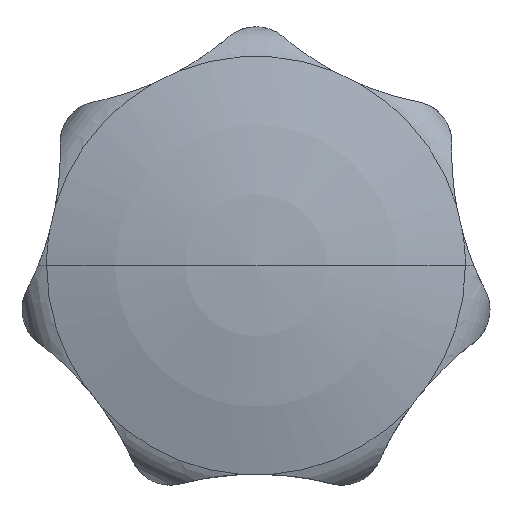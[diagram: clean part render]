
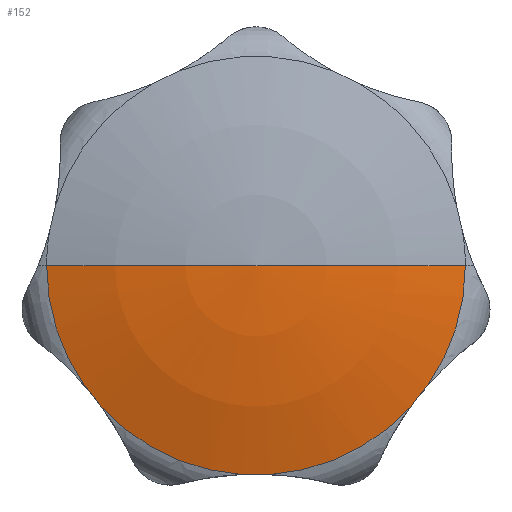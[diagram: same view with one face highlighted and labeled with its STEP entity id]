
A CAD part, top view. The second image highlights one B-rep face of the part: STEP entity #152.
In plain terms, the highlighted spherical face has radius 60 mm.
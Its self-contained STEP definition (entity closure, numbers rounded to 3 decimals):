
#152=ADVANCED_FACE('',(#302),#303,.T.);
#302=FACE_OUTER_BOUND('',#448,.T.);
#303=SPHERICAL_SURFACE('',#449,60.);
#448=EDGE_LOOP('',(#860,#861,#862,#863,#864,#865,#866,#867,#868));
#449=AXIS2_PLACEMENT_3D('',#869,#870,#871);
#860=ORIENTED_EDGE('',*,*,#904,.F.);
#861=ORIENTED_EDGE('',*,*,#902,.T.);
#862=ORIENTED_EDGE('',*,*,#998,.T.);
#863=ORIENTED_EDGE('',*,*,#1062,.T.);
#864=ORIENTED_EDGE('',*,*,#1007,.T.);
#865=ORIENTED_EDGE('',*,*,#1059,.T.);
#866=ORIENTED_EDGE('',*,*,#1015,.T.);
#867=ORIENTED_EDGE('',*,*,#917,.T.);
#868=ORIENTED_EDGE('',*,*,#905,.F.);
#869=CARTESIAN_POINT('',(0.,0.,-35.));
#870=DIRECTION('',(0.,0.,1.0));
#871=DIRECTION('',(-1.0,0.,0.0));
#902=EDGE_CURVE('',#1070,#1078,#1080,.T.);
#904=EDGE_CURVE('',#1070,#1082,#1083,.T.);
#905=EDGE_CURVE('',#1082,#1084,#1085,.T.);
#917=EDGE_CURVE('',#1106,#1084,#1107,.T.);
#998=EDGE_CURVE('',#1078,#1232,#1234,.T.);
#1007=EDGE_CURVE('',#1242,#1246,#1248,.T.);
#1015=EDGE_CURVE('',#1256,#1106,#1259,.T.);
#1059=EDGE_CURVE('',#1246,#1256,#1317,.T.);
#1062=EDGE_CURVE('',#1232,#1242,#1320,.T.);
#1070=VERTEX_POINT('',#1328);
#1078=VERTEX_POINT('',#1357);
#1080=CIRCLE('',#1364,17.522);
#1082=VERTEX_POINT('',#1366);
#1083=CIRCLE('',#1367,60.);
#1084=VERTEX_POINT('',#1368);
#1085=CIRCLE('',#1369,60.);
#1106=VERTEX_POINT('',#1410);
#1107=CIRCLE('',#1411,17.522);
#1232=VERTEX_POINT('',#1725);
#1234=B_SPLINE_CURVE_WITH_KNOTS('',3,(#1734,#1735,#1736,#1737,#1738,#1739),.UNSPECIFIED.,.F.,.F.,(4,2,4),(44.372,45.568,46.763),.UNSPECIFIED.);
#1242=VERTEX_POINT('',#1762);
#1246=VERTEX_POINT('',#1774);
#1248=B_SPLINE_CURVE_WITH_KNOTS('',3,(#1783,#1784,#1785,#1786,#1787,#1788),.UNSPECIFIED.,.F.,.F.,(4,2,4),(44.372,45.568,46.763),.UNSPECIFIED.);
#1256=VERTEX_POINT('',#1811);
#1259=B_SPLINE_CURVE_WITH_KNOTS('',3,(#1820,#1821,#1822,#1823,#1824,#1825),.UNSPECIFIED.,.F.,.F.,(4,2,4),(44.372,45.568,46.763),.UNSPECIFIED.);
#1317=CIRCLE('',#2072,17.522);
#1320=CIRCLE('',#2075,17.522);
#1328=CARTESIAN_POINT('',(-17.522,0.,22.384));
#1357=CARTESIAN_POINT('',(-14.415,-9.961,22.384));
#1364=AXIS2_PLACEMENT_3D('',#2084,#2085,#2086);
#1366=CARTESIAN_POINT('',(0.,0.,25.));
#1367=AXIS2_PLACEMENT_3D('',#2087,#2088,#2089);
#1368=CARTESIAN_POINT('',(17.522,0.,22.384));
#1369=AXIS2_PLACEMENT_3D('',#2090,#2091,#2092);
#1410=CARTESIAN_POINT('',(14.415,-9.961,22.384));
#1411=AXIS2_PLACEMENT_3D('',#2111,#2112,#2113);
#1725=CARTESIAN_POINT('',(-12.919,-11.837,22.384));
#1734=CARTESIAN_POINT('',(-14.415,-9.961,22.384));
#1735=CARTESIAN_POINT('',(-14.15,-10.263,22.399));
#1736=CARTESIAN_POINT('',(-13.893,-10.57,22.406));
#1737=CARTESIAN_POINT('',(-13.396,-11.193,22.406));
#1738=CARTESIAN_POINT('',(-13.154,-11.512,22.399));
#1739=CARTESIAN_POINT('',(-12.919,-11.837,22.384));
#1762=CARTESIAN_POINT('',(-1.2,-17.481,22.384));
#1774=CARTESIAN_POINT('',(1.2,-17.481,22.384));
#1783=CARTESIAN_POINT('',(-1.2,-17.481,22.384));
#1784=CARTESIAN_POINT('',(-0.799,-17.462,22.399));
#1785=CARTESIAN_POINT('',(-0.398,-17.452,22.406));
#1786=CARTESIAN_POINT('',(0.398,-17.452,22.406));
#1787=CARTESIAN_POINT('',(0.799,-17.462,22.399));
#1788=CARTESIAN_POINT('',(1.2,-17.481,22.384));
#1811=CARTESIAN_POINT('',(12.919,-11.837,22.384));
#1820=CARTESIAN_POINT('',(12.919,-11.837,22.384));
#1821=CARTESIAN_POINT('',(13.154,-11.512,22.399));
#1822=CARTESIAN_POINT('',(13.396,-11.193,22.406));
#1823=CARTESIAN_POINT('',(13.893,-10.57,22.406));
#1824=CARTESIAN_POINT('',(14.15,-10.263,22.399));
#1825=CARTESIAN_POINT('',(14.415,-9.961,22.384));
#2072=AXIS2_PLACEMENT_3D('',#2219,#2220,#2221);
#2075=AXIS2_PLACEMENT_3D('',#2222,#2223,#2224);
#2084=CARTESIAN_POINT('',(0.,0.,22.384));
#2085=DIRECTION('',(0.,0.,1.0));
#2086=DIRECTION('',(1.0,0.,0.));
#2087=CARTESIAN_POINT('',(0.,0.,-35.));
#2088=DIRECTION('',(0.,1.0,0.));
#2089=DIRECTION('',(0.0,0.,-1.0));
#2090=CARTESIAN_POINT('',(0.,0.,-35.));
#2091=DIRECTION('',(0.,1.0,0.));
#2092=DIRECTION('',(0.0,0.,-1.0));
#2111=CARTESIAN_POINT('',(0.,0.,22.384));
#2112=DIRECTION('',(0.,0.,1.0));
#2113=DIRECTION('',(1.0,0.,0.));
#2219=CARTESIAN_POINT('',(0.,0.,22.384));
#2220=DIRECTION('',(0.,0.,1.0));
#2221=DIRECTION('',(1.0,0.,0.));
#2222=CARTESIAN_POINT('',(0.,0.,22.384));
#2223=DIRECTION('',(0.,0.,1.0));
#2224=DIRECTION('',(1.0,0.,0.));
